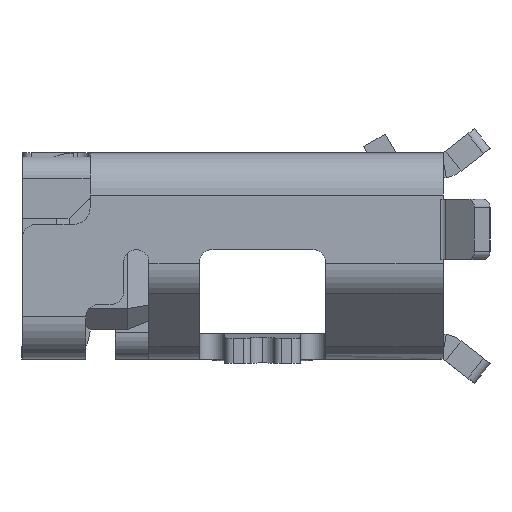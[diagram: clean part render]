
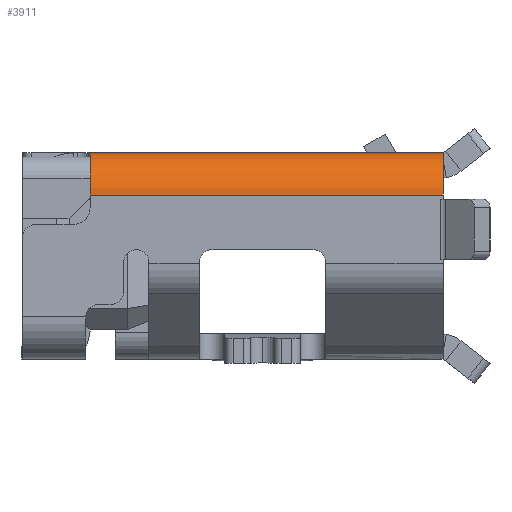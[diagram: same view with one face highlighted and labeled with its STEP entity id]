
A CAD part, left-side view. The second image highlights one B-rep face of the part: STEP entity #3911.
In plain terms, the highlighted free-form (B-spline) face has degree [1, 3] with [2, 4] control points.
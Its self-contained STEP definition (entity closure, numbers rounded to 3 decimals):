
#276 = CARTESIAN_POINT ( 'NONE',  ( -3.75, -4.7, -4.921 ) ) ;
#1245 = CARTESIAN_POINT ( 'NONE',  ( -3.75, -4.7, -4.628 ) ) ;
#1515 = CARTESIAN_POINT ( 'NONE',  ( -3.25, -0.5, -4.421 ) ) ;
#2099 = VERTEX_POINT ( 'NONE', #276 ) ;
#3377 = CARTESIAN_POINT ( 'NONE',  ( -3.75, -4.7, -4.921 ) ) ;
#3911 = ADVANCED_FACE ( 'NONE', ( #43557 ), #20690, .F. ) ;
#4705 = EDGE_CURVE ( 'NONE', #21874, #11750, #24065, .T. ) ;
#5877 = VECTOR ( 'NONE', #7167, 1000. ) ;
#5963 = EDGE_CURVE ( 'NONE', #2099, #11750, #18192, .T. ) ;
#6046 = CARTESIAN_POINT ( 'NONE',  ( -3.25, -4.7, -4.921 ) ) ;
#7167 = DIRECTION ( 'NONE',  ( 0., -1., 0. ) ) ;
#8210 = ORIENTED_EDGE ( 'NONE', *, *, #14394, .T. ) ;
#10385 = AXIS2_PLACEMENT_3D ( 'NONE', #6046, #30681, #11721 ) ;
#10730 = CARTESIAN_POINT ( 'NONE',  ( -3.25, -0.5, -4.421 ) ) ;
#11721 = DIRECTION ( 'NONE',  ( -1., 0., 0. ) ) ;
#11750 = VERTEX_POINT ( 'NONE', #13518 ) ;
#13518 = CARTESIAN_POINT ( 'NONE',  ( -3.25, -4.7, -4.421 ) ) ;
#13739 = LINE ( 'NONE', #38410, #21334 ) ;
#14027 = CARTESIAN_POINT ( 'NONE',  ( -3.25, -4.7, -4.421 ) ) ;
#14394 = EDGE_CURVE ( 'NONE', #21874, #16354, #21710, .T. ) ;
#14750 = CARTESIAN_POINT ( 'NONE',  ( -3.75, -0.5, -4.628 ) ) ;
#15982 = DIRECTION ( 'NONE',  ( 0., 0., 1. ) ) ;
#16354 = VERTEX_POINT ( 'NONE', #31803 ) ;
#18192 = CIRCLE ( 'NONE', #10385, 0.5 ) ;
#19367 = DIRECTION ( 'NONE',  ( 0., -1., 0. ) ) ;
#20690 =( BOUNDED_SURFACE ( )  B_SPLINE_SURFACE ( 1, 3, ( 
 ( #21047, #26528, #14750, #39318 ),
 ( #14027, #42092, #1245, #3377 ) ),
 .UNSPECIFIED., .F., .F., .F. ) 
 B_SPLINE_SURFACE_WITH_KNOTS ( ( 2, 2 ),
 ( 4, 4 ),
 ( 0.019, 0.981 ),
 ( 0., 1. ),
 .UNSPECIFIED. ) 
 GEOMETRIC_REPRESENTATION_ITEM ( )  RATIONAL_B_SPLINE_SURFACE ( (
 ( 1., 0.805, 0.805, 1.),
 ( 1., 0.805, 0.805, 1.) ) ) 
 REPRESENTATION_ITEM ( '' )  SURFACE ( )  );
#21047 = CARTESIAN_POINT ( 'NONE',  ( -3.25, -0.5, -4.421 ) ) ;
#21334 = VECTOR ( 'NONE', #19367, 1000. ) ;
#21556 = CARTESIAN_POINT ( 'NONE',  ( -3.25, -0.5, -4.921 ) ) ;
#21710 = CIRCLE ( 'NONE', #29554, 0.5 ) ;
#21874 = VERTEX_POINT ( 'NONE', #1515 ) ;
#24065 = LINE ( 'NONE', #10730, #5877 ) ;
#24304 = ORIENTED_EDGE ( 'NONE', *, *, #4705, .F. ) ;
#26528 = CARTESIAN_POINT ( 'NONE',  ( -3.543, -0.5, -4.421 ) ) ;
#29554 = AXIS2_PLACEMENT_3D ( 'NONE', #21556, #40584, #15982 ) ;
#30681 = DIRECTION ( 'NONE',  ( 0., 1., 0. ) ) ;
#31600 = ORIENTED_EDGE ( 'NONE', *, *, #39846, .T. ) ;
#31803 = CARTESIAN_POINT ( 'NONE',  ( -3.75, -0.5, -4.921 ) ) ;
#38410 = CARTESIAN_POINT ( 'NONE',  ( -3.75, -0.5, -4.921 ) ) ;
#39318 = CARTESIAN_POINT ( 'NONE',  ( -3.75, -0.5, -4.921 ) ) ;
#39342 = ORIENTED_EDGE ( 'NONE', *, *, #5963, .T. ) ;
#39846 = EDGE_CURVE ( 'NONE', #16354, #2099, #13739, .T. ) ;
#40157 = EDGE_LOOP ( 'NONE', ( #8210, #31600, #39342, #24304 ) ) ;
#40584 = DIRECTION ( 'NONE',  ( 0., -1., 0. ) ) ;
#42092 = CARTESIAN_POINT ( 'NONE',  ( -3.543, -4.7, -4.421 ) ) ;
#43557 = FACE_OUTER_BOUND ( 'NONE', #40157, .T. ) ;
